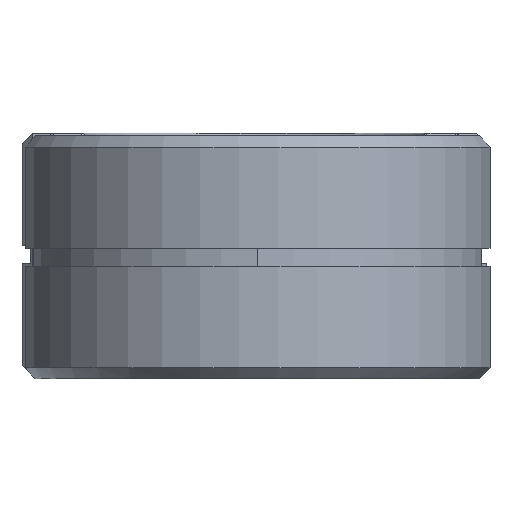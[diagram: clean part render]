
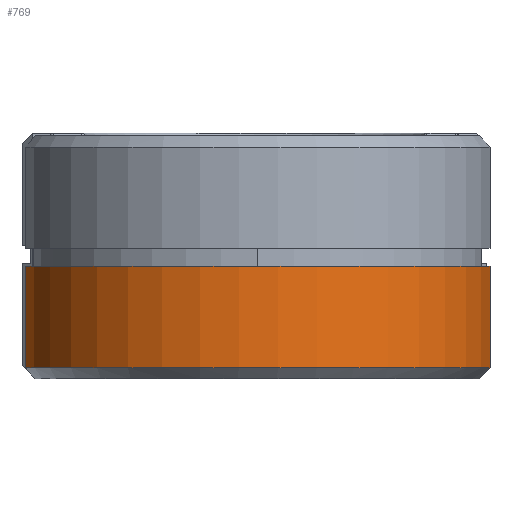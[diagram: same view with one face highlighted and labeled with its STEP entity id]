
A CAD part, front view. The second image highlights one B-rep face of the part: STEP entity #769.
In plain terms, the highlighted cylindrical face has radius 20.85 mm (diameter 41.7 mm), a partial arc.
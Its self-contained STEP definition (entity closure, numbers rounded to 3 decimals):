
#156 = DIRECTION ( 'NONE',  ( 0., 0., 1. ) ) ;
#253 = DIRECTION ( 'NONE',  ( -1., 0., 0. ) ) ;
#276 = CYLINDRICAL_SURFACE ( 'NONE', #2332, 20.85 ) ;
#374 = CARTESIAN_POINT ( 'NONE',  ( 20.634, 2.994, 21.6 ) ) ;
#471 = DIRECTION ( 'NONE',  ( 0., 0., 1. ) ) ;
#630 = ORIENTED_EDGE ( 'NONE', *, *, #1263, .T. ) ;
#683 = CIRCLE ( 'NONE', #2662, 20.85 ) ;
#693 = ORIENTED_EDGE ( 'NONE', *, *, #1491, .F. ) ;
#769 = ADVANCED_FACE ( 'NONE', ( #2502 ), #276, .T. ) ;
#921 = CARTESIAN_POINT ( 'NONE',  ( -20.648, 2.894, 10. ) ) ;
#937 = CARTESIAN_POINT ( 'NONE',  ( 0., 0., 21.6 ) ) ;
#1002 = CARTESIAN_POINT ( 'NONE',  ( -20.648, 2.894, 1. ) ) ;
#1114 = DIRECTION ( 'NONE',  ( 0., 0., 1. ) ) ;
#1167 = DIRECTION ( 'NONE',  ( 0., 1., 0. ) ) ;
#1203 = CIRCLE ( 'NONE', #2916, 20.85 ) ;
#1263 = EDGE_CURVE ( 'NONE', #2597, #2362, #683, .T. ) ;
#1288 = VECTOR ( 'NONE', #156, 1000. ) ;
#1371 = LINE ( 'NONE', #374, #2569 ) ;
#1491 = EDGE_CURVE ( 'NONE', #1572, #3490, #1203, .T. ) ;
#1572 = VERTEX_POINT ( 'NONE', #3120 ) ;
#1739 = EDGE_LOOP ( 'NONE', ( #693, #2855, #630, #3245 ) ) ;
#2105 = EDGE_CURVE ( 'NONE', #2362, #3490, #3902, .T. ) ;
#2182 = DIRECTION ( 'NONE',  ( 0., 0., -1. ) ) ;
#2322 = CARTESIAN_POINT ( 'NONE',  ( 20.634, 2.994, 1. ) ) ;
#2332 = AXIS2_PLACEMENT_3D ( 'NONE', #937, #2182, #253 ) ;
#2362 = VERTEX_POINT ( 'NONE', #1002 ) ;
#2386 = CARTESIAN_POINT ( 'NONE',  ( 0., 0., 10. ) ) ;
#2502 = FACE_OUTER_BOUND ( 'NONE', #1739, .T. ) ;
#2569 = VECTOR ( 'NONE', #3559, 1000. ) ;
#2597 = VERTEX_POINT ( 'NONE', #2322 ) ;
#2661 = EDGE_CURVE ( 'NONE', #1572, #2597, #1371, .T. ) ;
#2662 = AXIS2_PLACEMENT_3D ( 'NONE', #3925, #1114, #3127 ) ;
#2855 = ORIENTED_EDGE ( 'NONE', *, *, #2661, .T. ) ;
#2916 = AXIS2_PLACEMENT_3D ( 'NONE', #2386, #471, #1167 ) ;
#2979 = CARTESIAN_POINT ( 'NONE',  ( -20.648, 2.894, 21.6 ) ) ;
#3120 = CARTESIAN_POINT ( 'NONE',  ( 20.634, 2.994, 10. ) ) ;
#3127 = DIRECTION ( 'NONE',  ( 1., 0., 0. ) ) ;
#3245 = ORIENTED_EDGE ( 'NONE', *, *, #2105, .T. ) ;
#3490 = VERTEX_POINT ( 'NONE', #921 ) ;
#3559 = DIRECTION ( 'NONE',  ( 0., 0., -1. ) ) ;
#3902 = LINE ( 'NONE', #2979, #1288 ) ;
#3925 = CARTESIAN_POINT ( 'NONE',  ( 0., 0., 1. ) ) ;
